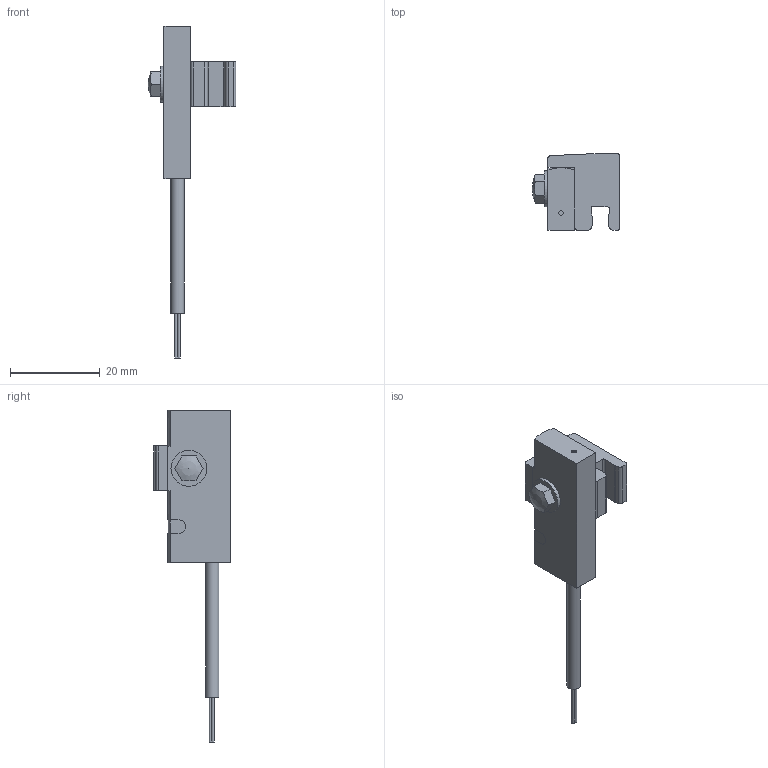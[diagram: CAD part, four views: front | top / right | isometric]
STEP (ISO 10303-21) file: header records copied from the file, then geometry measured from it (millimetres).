
FILE_DESCRIPTION(/* description */ ('STEP AP214'),/* implementation_level */ '2;1');
FILE_NAME(/* name */ '571339_SMT-C1-PS-24V-K-50-OE',/* time_stamp */ '2024-09-15T08:37:07+02:00',/* author */ ('License CC BY-ND 4.0'),/* organization */ ('CADENAS'),/* preprocessor_version */ 'ST-DEVELOPER v19.3',/* originating_system */ 'PARTsolutions',/* authorisation */ ' ');
FILE_SCHEMA (('AUTOMOTIVE_DESIGN {1 0 10303 214 3 1 1}'));
Length unit declared in the file: millimetre
Products named in the file (2): 571339 SMT-C1-PS-24V-K-5,0-OE; 571339 SMT-C1-PS-24V-K-5,0-OE---(P1)
Assembly tree (1 placements, depth 2):
  571339 SMT-C1-PS-24V-K-5,0-OE
    571339 SMT-C1-PS-24V-K-5,0-OE---(P1)
Bounding box: 19.5 x 17.02 x 74 mm (x, y, z)
Volume: 4796.2 mm3; surface area: 2711.3 mm2
Topology: 1 solids, 1 shells, 64 faces, 162 edges, 107 vertices
Faces by surface type: plane 40, cylinder 23, sphere 1
Full cylindrical faces by diameter (mm): 0.6 x3, 1 x2, 3 x1, 8 x1
Entity records: 2366 total; most frequent: DIRECTION 337, CARTESIAN_POINT 321, ORIENTED_EDGE 302, EDGE_CURVE 151, AXIS2_PLACEMENT_3D 120, VERTEX_POINT 104, LINE 97, VECTOR 97
